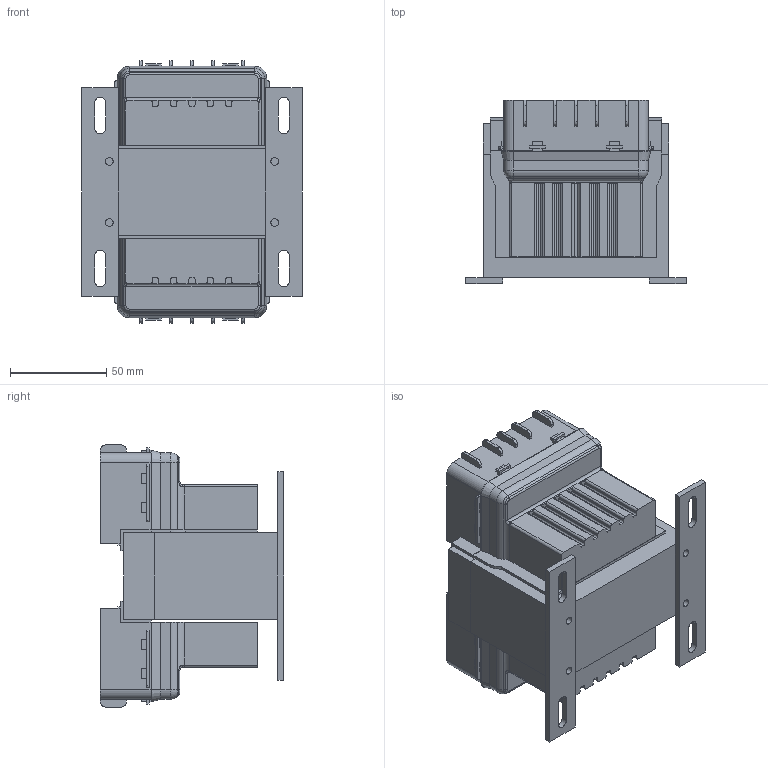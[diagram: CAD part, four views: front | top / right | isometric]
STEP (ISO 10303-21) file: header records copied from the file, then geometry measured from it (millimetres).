
FILE_DESCRIPTION (( 'STEP AP214' ), '1' );
FILE_NAME ('PH250MQMJ.step', '2017-08-10T15:50:52', ( '' ), ( '' ), 'SwSTEP 2.0', 'SolidWorks 2017', '' );
FILE_SCHEMA (( 'AUTOMOTIVE_DESIGN' ));
Length unit declared in the file: inch
Products named in the file (1): PH250MQMJ
Bounding box: 114.3 x 95 x 135.9 mm (x, y, z)
Volume: 755417.5 mm3; surface area: 125933.1 mm2
Topology: 9 solids, 9 shells, 474 faces, 1300 edges, 848 vertices
Faces by surface type: plane 324, cylinder 126, torus 16, cone 4, bspline 4
Entity records: 15384 total; most frequent: CARTESIAN_POINT 2923, ORIENTED_EDGE 2600, DIRECTION 2506, EDGE_CURVE 1300, LINE 1020, VECTOR 1020, VERTEX_POINT 848, AXIS2_PLACEMENT_3D 743
